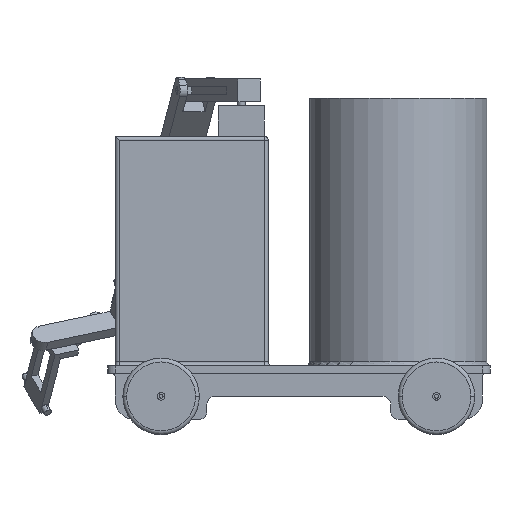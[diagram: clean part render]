
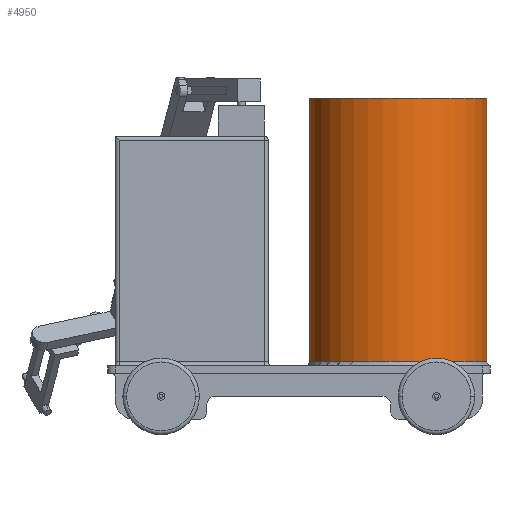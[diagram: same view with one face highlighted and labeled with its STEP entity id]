
A CAD part, front view. The second image highlights one B-rep face of the part: STEP entity #4950.
In plain terms, the highlighted cylindrical face has radius 116 mm (diameter 232 mm), a partial arc.
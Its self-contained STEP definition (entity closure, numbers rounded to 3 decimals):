
#4879=CARTESIAN_POINT('Vertex',(246.,-65.,15.)) ;
#4882=CARTESIAN_POINT('Axis2P3D Location',(130.,-65.,15.)) ;
#4886=CARTESIAN_POINT('Vertex',(14.,-65.,15.)) ;
#4920=CARTESIAN_POINT('Axis2P3D Location',(130.,-65.,185.)) ;
#4925=CARTESIAN_POINT('Line Origine',(246.,-65.,185.)) ;
#4929=CARTESIAN_POINT('Vertex',(246.,-65.,360.)) ;
#4932=CARTESIAN_POINT('Axis2P3D Location',(130.,-65.,360.)) ;
#4936=CARTESIAN_POINT('Vertex',(14.,-65.,360.)) ;
#4939=CARTESIAN_POINT('Line Origine',(14.,-65.,185.)) ;
#4883=DIRECTION('Axis2P3D Direction',(0.,-0.,1.)) ;
#4921=DIRECTION('Axis2P3D Direction',(0.,0.,1.)) ;
#4922=DIRECTION('Axis2P3D XDirection',(-1.,0.,0.)) ;
#4926=DIRECTION('Vector Direction',(0.,0.,1.)) ;
#4933=DIRECTION('Axis2P3D Direction',(0.,0.,1.)) ;
#4940=DIRECTION('Vector Direction',(0.,0.,1.)) ;
#4884=AXIS2_PLACEMENT_3D('Circle Axis2P3D',#4882,#4883,$) ;
#4923=AXIS2_PLACEMENT_3D('Cylinder Axis2P3D',#4920,#4921,#4922) ;
#4934=AXIS2_PLACEMENT_3D('Circle Axis2P3D',#4932,#4933,$) ;
#4945=ORIENTED_EDGE('',*,*,#4931,.T.) ;
#4946=ORIENTED_EDGE('',*,*,#4938,.F.) ;
#4947=ORIENTED_EDGE('',*,*,#4943,.F.) ;
#4948=ORIENTED_EDGE('',*,*,#4888,.F.) ;
#4927=VECTOR('Line Direction',#4926,1.) ;
#4941=VECTOR('Line Direction',#4940,1.) ;
#4950=ADVANCED_FACE('PartBody',(#4949),#4924,.T.) ;
#4885=CIRCLE('generated circle',#4884,116.) ;
#4935=CIRCLE('generated circle',#4934,116.) ;
#4924=CYLINDRICAL_SURFACE('generated cylinder',#4923,116.) ;
#4888=EDGE_CURVE('',#4880,#4887,#4885,.F.) ;
#4931=EDGE_CURVE('',#4880,#4930,#4928,.T.) ;
#4938=EDGE_CURVE('',#4937,#4930,#4935,.T.) ;
#4943=EDGE_CURVE('',#4887,#4937,#4942,.T.) ;
#4944=EDGE_LOOP('',(#4945,#4946,#4947,#4948)) ;
#4949=FACE_OUTER_BOUND('',#4944,.T.) ;
#4928=LINE('Line',#4925,#4927) ;
#4942=LINE('Line',#4939,#4941) ;
#4880=VERTEX_POINT('',#4879) ;
#4887=VERTEX_POINT('',#4886) ;
#4930=VERTEX_POINT('',#4929) ;
#4937=VERTEX_POINT('',#4936) ;
